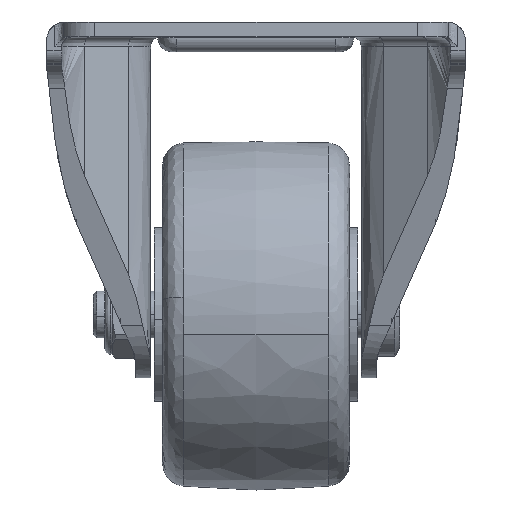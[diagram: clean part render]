
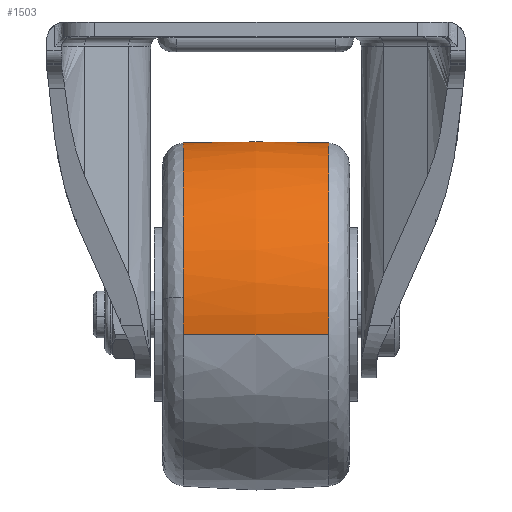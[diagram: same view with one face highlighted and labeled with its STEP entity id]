
A CAD part, left-side view. The second image highlights one B-rep face of the part: STEP entity #1503.
In plain terms, the highlighted free-form (B-spline) face has degree [2, 2] with [3, 9] control points.
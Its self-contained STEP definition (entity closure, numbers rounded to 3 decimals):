
#1058=CARTESIAN_POINT('',(36.406,-15.517,-57.901));
#1059=VERTEX_POINT('',#1058);
#1073=CARTESIAN_POINT('',(0.0,-15.517,-25.805));
#1074=VERTEX_POINT('',#1073);
#1075=CARTESIAN_POINT('',(0.0,-15.517,-25.805));
#1076=CARTESIAN_POINT('',(32.351,-15.517,-25.805));
#1077=CARTESIAN_POINT('',(36.406,-15.517,-57.901));
#1085=(BOUNDED_CURVE()B_SPLINE_CURVE(2,(#1075,#1076,#1077),.UNSPECIFIED.,.F.,.U.)B_SPLINE_CURVE_WITH_KNOTS((3,3),(0.0,0.228),.UNSPECIFIED.)CURVE()GEOMETRIC_REPRESENTATION_ITEM()RATIONAL_B_SPLINE_CURVE((1.0,0.733,0.954))REPRESENTATION_ITEM(''));
#1086=EDGE_CURVE('',#1074,#1059,#1085,.T.);
#1088=CARTESIAN_POINT('',(-36.45,-15.517,-66.737));
#1089=VERTEX_POINT('',#1088);
#1090=CARTESIAN_POINT('',(-36.45,-15.517,-66.737));
#1091=CARTESIAN_POINT('',(-36.695,-15.517,-64.626));
#1092=CARTESIAN_POINT('',(-36.695,-15.517,-62.5));
#1093=CARTESIAN_POINT('',(-36.695,-15.517,-25.805));
#1094=CARTESIAN_POINT('',(0.0,-15.517,-25.805));
#1102=(BOUNDED_CURVE()B_SPLINE_CURVE(2,(#1090,#1091,#1092,#1093,#1094),.UNSPECIFIED.,.F.,.U.)B_SPLINE_CURVE_WITH_KNOTS((3,2,3),(0.73,0.75,1.0),.UNSPECIFIED.)CURVE()GEOMETRIC_REPRESENTATION_ITEM()RATIONAL_B_SPLINE_CURVE((0.957,0.977,1.0,0.707,1.0))REPRESENTATION_ITEM(''));
#1103=EDGE_CURVE('',#1089,#1074,#1102,.T.);
#1105=CARTESIAN_POINT('',(0.0,-15.517,-99.195));
#1106=VERTEX_POINT('',#1105);
#1120=CARTESIAN_POINT('',(12.994,-15.517,-96.818));
#1121=VERTEX_POINT('',#1120);
#1122=CARTESIAN_POINT('',(12.994,-15.517,-96.818));
#1123=CARTESIAN_POINT('',(6.715,-15.517,-99.195));
#1124=CARTESIAN_POINT('',(0.0,-15.517,-99.195));
#1132=(BOUNDED_CURVE()B_SPLINE_CURVE(2,(#1122,#1123,#1124),.UNSPECIFIED.,.F.,.U.)B_SPLINE_CURVE_WITH_KNOTS((3,3),(0.44,0.5),.UNSPECIFIED.)CURVE()GEOMETRIC_REPRESENTATION_ITEM()RATIONAL_B_SPLINE_CURVE((0.893,0.93,1.0))REPRESENTATION_ITEM(''));
#1133=EDGE_CURVE('',#1121,#1106,#1132,.T.);
#1184=CARTESIAN_POINT('',(36.406,-15.517,-57.901));
#1185=CARTESIAN_POINT('',(36.695,-15.517,-60.191));
#1186=CARTESIAN_POINT('',(36.695,-15.517,-62.5));
#1187=CARTESIAN_POINT('',(36.695,-15.517,-87.843));
#1188=CARTESIAN_POINT('',(12.994,-15.517,-96.818));
#1196=(BOUNDED_CURVE()B_SPLINE_CURVE(2,(#1184,#1185,#1186,#1187,#1188),.UNSPECIFIED.,.F.,.U.)B_SPLINE_CURVE_WITH_KNOTS((3,2,3),(0.228,0.25,0.44),.UNSPECIFIED.)CURVE()GEOMETRIC_REPRESENTATION_ITEM()RATIONAL_B_SPLINE_CURVE((0.954,0.975,1.0,0.778,0.893))REPRESENTATION_ITEM(''));
#1197=EDGE_CURVE('',#1059,#1121,#1196,.T.);
#1226=CARTESIAN_POINT('',(35.841,15.517,-70.374));
#1227=VERTEX_POINT('',#1226);
#1228=CARTESIAN_POINT('',(0.0,15.517,-99.195));
#1229=VERTEX_POINT('',#1228);
#1230=CARTESIAN_POINT('',(35.841,15.517,-70.374));
#1231=CARTESIAN_POINT('',(29.509,15.517,-99.195));
#1232=CARTESIAN_POINT('',(0.0,15.517,-99.195));
#1240=(BOUNDED_CURVE()B_SPLINE_CURVE(2,(#1230,#1231,#1232),.UNSPECIFIED.,.F.,.U.)B_SPLINE_CURVE_WITH_KNOTS((3,3),(0.287,0.5),.UNSPECIFIED.)CURVE()GEOMETRIC_REPRESENTATION_ITEM()RATIONAL_B_SPLINE_CURVE((0.927,0.75,1.0))REPRESENTATION_ITEM(''));
#1241=EDGE_CURVE('',#1227,#1229,#1240,.T.);
#1243=CARTESIAN_POINT('',(-36.45,15.517,-66.737));
#1244=VERTEX_POINT('',#1243);
#1258=CARTESIAN_POINT('',(-36.51,15.517,-58.817));
#1259=VERTEX_POINT('',#1258);
#1260=CARTESIAN_POINT('',(-36.45,15.517,-66.737));
#1261=CARTESIAN_POINT('',(-36.695,15.517,-64.626));
#1262=CARTESIAN_POINT('',(-36.695,15.517,-62.5));
#1263=CARTESIAN_POINT('',(-36.695,15.517,-60.654));
#1264=CARTESIAN_POINT('',(-36.51,15.517,-58.817));
#1272=(BOUNDED_CURVE()B_SPLINE_CURVE(2,(#1260,#1261,#1262,#1263,#1264),.UNSPECIFIED.,.F.,.U.)B_SPLINE_CURVE_WITH_KNOTS((3,2,3),(0.73,0.75,0.767),.UNSPECIFIED.)CURVE()GEOMETRIC_REPRESENTATION_ITEM()RATIONAL_B_SPLINE_CURVE((0.957,0.977,1.0,0.98,0.962))REPRESENTATION_ITEM(''));
#1273=EDGE_CURVE('',#1244,#1259,#1272,.T.);
#1367=CARTESIAN_POINT('',(0.0,15.517,-25.805));
#1368=VERTEX_POINT('',#1367);
#1369=CARTESIAN_POINT('',(0.0,15.517,-25.805));
#1370=CARTESIAN_POINT('',(36.695,15.517,-25.805));
#1371=CARTESIAN_POINT('',(36.695,15.517,-62.5));
#1372=CARTESIAN_POINT('',(36.695,15.517,-66.483));
#1373=CARTESIAN_POINT('',(35.841,15.517,-70.374));
#1381=(BOUNDED_CURVE()B_SPLINE_CURVE(2,(#1369,#1370,#1371,#1372,#1373),.UNSPECIFIED.,.F.,.U.)B_SPLINE_CURVE_WITH_KNOTS((3,2,3),(0.0,0.25,0.287),.UNSPECIFIED.)CURVE()GEOMETRIC_REPRESENTATION_ITEM()RATIONAL_B_SPLINE_CURVE((1.0,0.707,1.0,0.957,0.927))REPRESENTATION_ITEM(''));
#1382=EDGE_CURVE('',#1368,#1227,#1381,.T.);
#1416=CARTESIAN_POINT('',(-36.51,15.517,-58.817));
#1417=CARTESIAN_POINT('',(-33.18,15.517,-25.805));
#1418=CARTESIAN_POINT('',(0.0,15.517,-25.805));
#1426=(BOUNDED_CURVE()B_SPLINE_CURVE(2,(#1416,#1417,#1418),.UNSPECIFIED.,.F.,.U.)B_SPLINE_CURVE_WITH_KNOTS((3,3),(0.767,1.0),.UNSPECIFIED.)CURVE()GEOMETRIC_REPRESENTATION_ITEM()RATIONAL_B_SPLINE_CURVE((0.962,0.728,1.0))REPRESENTATION_ITEM(''));
#1427=EDGE_CURVE('',#1259,#1368,#1426,.T.);
#1432=CARTESIAN_POINT('',(-36.283,17.058,-66.718));
#1433=CARTESIAN_POINT('',(-38.222,0.,-66.943));
#1434=CARTESIAN_POINT('',(-36.283,-17.058,-66.718));
#1435=CARTESIAN_POINT('',(-36.527,17.058,-64.616));
#1436=CARTESIAN_POINT('',(-38.479,0.,-64.729));
#1437=CARTESIAN_POINT('',(-36.527,-17.058,-64.616));
#1438=CARTESIAN_POINT('',(-36.527,17.058,-62.5));
#1439=CARTESIAN_POINT('',(-38.479,0.,-62.5));
#1440=CARTESIAN_POINT('',(-36.527,-17.058,-62.5));
#1441=CARTESIAN_POINT('',(-36.527,17.058,-25.973));
#1442=CARTESIAN_POINT('',(-38.479,0.,-24.021));
#1443=CARTESIAN_POINT('',(-36.527,-17.058,-25.973));
#1444=CARTESIAN_POINT('',(0.0,17.058,-25.973));
#1445=CARTESIAN_POINT('',(0.0,0.,-24.021));
#1446=CARTESIAN_POINT('',(0.0,-17.058,-25.973));
#1447=CARTESIAN_POINT('',(36.527,17.058,-25.973));
#1448=CARTESIAN_POINT('',(38.479,0.,-24.021));
#1449=CARTESIAN_POINT('',(36.527,-17.058,-25.973));
#1450=CARTESIAN_POINT('',(36.527,17.058,-62.5));
#1451=CARTESIAN_POINT('',(38.479,0.,-62.5));
#1452=CARTESIAN_POINT('',(36.527,-17.058,-62.5));
#1453=CARTESIAN_POINT('',(36.527,17.058,-99.027));
#1454=CARTESIAN_POINT('',(38.479,0.,-100.979));
#1455=CARTESIAN_POINT('',(36.527,-17.058,-99.027));
#1456=CARTESIAN_POINT('',(0.0,17.058,-99.027));
#1457=CARTESIAN_POINT('',(0.0,0.,-100.979));
#1458=CARTESIAN_POINT('',(0.0,-17.058,-99.027));
#1466=(BOUNDED_SURFACE()B_SPLINE_SURFACE(2,2,((#1432,#1435,#1438,#1441,#1444,#1447,#1450,#1453,#1456),(#1433,#1436,#1439,#1442,#1445,#1448,#1451,#1454,#1457),(#1434,#1437,#1440,#1443,#1446,#1449,#1452,#1455,#1458)),.UNSPECIFIED.,.F.,.F.,.U.)B_SPLINE_SURFACE_WITH_KNOTS((3,3),(3,2,2,2,3),(0.0,34.227),(0.0,4.971,67.103,129.235,191.367),.UNSPECIFIED.)GEOMETRIC_REPRESENTATION_ITEM()RATIONAL_B_SPLINE_SURFACE(((0.84,0.857,0.878,0.621,0.878,0.621,0.878,0.621,0.878),(0.835,0.852,0.872,0.617,0.872,0.617,0.872,0.617,0.872),(0.84,0.857,0.878,0.621,0.878,0.621,0.878,0.621,0.878)))REPRESENTATION_ITEM('')SURFACE());
#1467=ORIENTED_EDGE('',*,*,#1103,.T.);
#1468=ORIENTED_EDGE('',*,*,#1086,.T.);
#1469=ORIENTED_EDGE('',*,*,#1197,.T.);
#1470=ORIENTED_EDGE('',*,*,#1133,.T.);
#1471=CARTESIAN_POINT('',(0.0,15.517,-99.195));
#1472=CARTESIAN_POINT('',(0.0,0.,-100.809));
#1473=CARTESIAN_POINT('',(0.0,-15.517,-99.195));
#1481=(BOUNDED_CURVE()B_SPLINE_CURVE(2,(#1471,#1472,#1473),.UNSPECIFIED.,.F.,.U.)B_SPLINE_CURVE_WITH_KNOTS((3,3),(0.431,0.569),.UNSPECIFIED.)CURVE()GEOMETRIC_REPRESENTATION_ITEM()RATIONAL_B_SPLINE_CURVE((0.877,0.873,0.877))REPRESENTATION_ITEM(''));
#1482=EDGE_CURVE('',#1229,#1106,#1481,.T.);
#1483=ORIENTED_EDGE('',*,*,#1482,.F.);
#1484=ORIENTED_EDGE('',*,*,#1241,.F.);
#1485=ORIENTED_EDGE('',*,*,#1382,.F.);
#1486=ORIENTED_EDGE('',*,*,#1427,.F.);
#1487=ORIENTED_EDGE('',*,*,#1273,.F.);
#1488=CARTESIAN_POINT('',(-36.45,15.517,-66.737));
#1489=CARTESIAN_POINT('',(-38.053,0.,-66.923));
#1490=CARTESIAN_POINT('',(-36.45,-15.517,-66.737));
#1498=(BOUNDED_CURVE()B_SPLINE_CURVE(2,(#1488,#1489,#1490),.UNSPECIFIED.,.F.,.U.)B_SPLINE_CURVE_WITH_KNOTS((3,3),(0.431,0.569),.UNSPECIFIED.)CURVE()GEOMETRIC_REPRESENTATION_ITEM()RATIONAL_B_SPLINE_CURVE((0.84,0.835,0.84))REPRESENTATION_ITEM(''));
#1499=EDGE_CURVE('',#1244,#1089,#1498,.T.);
#1500=ORIENTED_EDGE('',*,*,#1499,.T.);
#1501=EDGE_LOOP('',(#1467,#1468,#1469,#1470,#1483,#1484,#1485,#1486,#1487,#1500));
#1502=FACE_OUTER_BOUND('',#1501,.T.);
#1503=ADVANCED_FACE('',(#1502),#1466,.T.);
